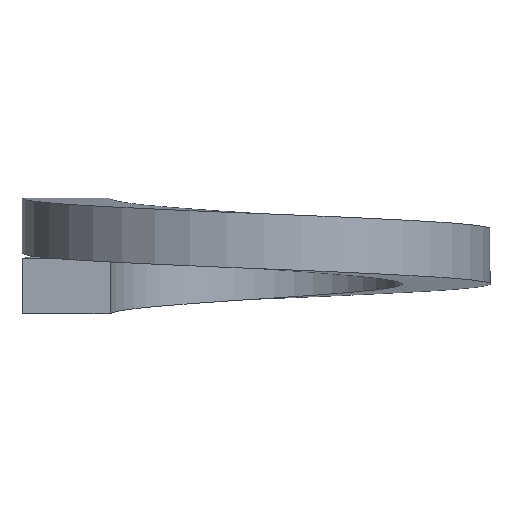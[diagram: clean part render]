
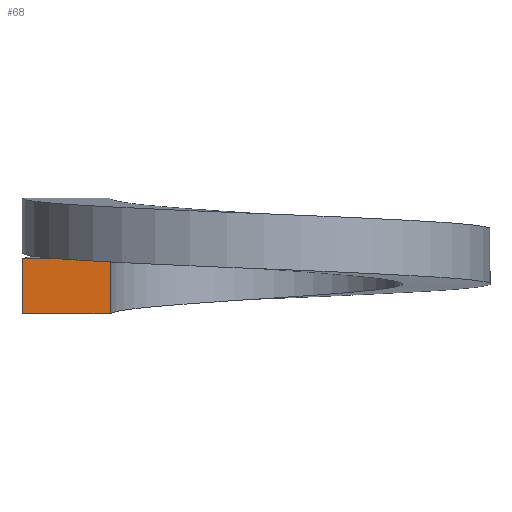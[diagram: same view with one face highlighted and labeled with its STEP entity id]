
A CAD part, left-side view. The second image highlights one B-rep face of the part: STEP entity #68.
In plain terms, the highlighted planar face has unit normal (-0.998, 0.063, 0).
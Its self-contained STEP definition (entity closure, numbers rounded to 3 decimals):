
#4 = CARTESIAN_POINT ( 'NONE',  ( 0.133, 2.121, -0.614 ) ) ;
#12 = CARTESIAN_POINT ( 'NONE',  ( 0.133, 2.121, -0.88 ) ) ;
#16 = CARTESIAN_POINT ( 'NONE',  ( 0.133, 2.121, -0.08 ) ) ;
#17 = ORIENTED_EDGE ( 'NONE', *, *, #365, .T. ) ;
#18 = VERTEX_POINT ( 'NONE', #287 ) ;
#19 = AXIS2_PLACEMENT_3D ( 'NONE', #391, #251, #29 ) ;
#22 = CARTESIAN_POINT ( 'NONE',  ( 0.187, 2.969, -0.88 ) ) ;
#27 = PLANE ( 'NONE',  #19 ) ;
#29 = DIRECTION ( 'NONE',  ( 0.063, 0.998, 0. ) ) ;
#31 = CARTESIAN_POINT ( 'NONE',  ( 0.214, 3.393, -0.88 ) ) ;
#66 = CARTESIAN_POINT ( 'NONE',  ( 0.133, 2.121, -0.347 ) ) ;
#68 = ADVANCED_FACE ( 'NONE', ( #292 ), #27, .F. ) ;
#75 = CARTESIAN_POINT ( 'NONE',  ( 0.16, 2.545, -0.08 ) ) ;
#78 = VERTEX_POINT ( 'NONE', #31 ) ;
#106 = CARTESIAN_POINT ( 'NONE',  ( 0.187, 2.969, -0.08 ) ) ;
#145 = EDGE_CURVE ( 'NONE', #18, #78, #376, .T. ) ;
#146 = CARTESIAN_POINT ( 'NONE',  ( 0.214, 3.393, -0.88 ) ) ;
#156 = EDGE_CURVE ( 'NONE', #78, #405, #307, .T. ) ;
#177 = B_SPLINE_CURVE_WITH_KNOTS ( 'NONE', 3,
 ( #185, #4, #66, #291 ),
 .UNSPECIFIED., .F., .F.,
 ( 4, 4 ),
 ( 0., 1. ),
 .UNSPECIFIED. ) ;
#181 = CARTESIAN_POINT ( 'NONE',  ( 0.16, 2.545, -0.88 ) ) ;
#184 = ORIENTED_EDGE ( 'NONE', *, *, #145, .T. ) ;
#185 = CARTESIAN_POINT ( 'NONE',  ( 0.133, 2.121, -0.88 ) ) ;
#204 = CARTESIAN_POINT ( 'NONE',  ( 0.214, 3.393, -0.08 ) ) ;
#251 = DIRECTION ( 'NONE',  ( 0.998, -0.063, 0. ) ) ;
#254 = B_SPLINE_CURVE_WITH_KNOTS ( 'NONE', 3,
 ( #257, #75, #106, #204 ),
 .UNSPECIFIED., .F., .F.,
 ( 4, 4 ),
 ( 0., 1. ),
 .UNSPECIFIED. ) ;
#257 = CARTESIAN_POINT ( 'NONE',  ( 0.133, 2.121, -0.08 ) ) ;
#273 = CARTESIAN_POINT ( 'NONE',  ( 0.214, 3.393, -0.347 ) ) ;
#274 = CARTESIAN_POINT ( 'NONE',  ( 0.214, 3.393, -0.08 ) ) ;
#286 = EDGE_CURVE ( 'NONE', #405, #319, #177, .T. ) ;
#287 = CARTESIAN_POINT ( 'NONE',  ( 0.214, 3.393, -0.08 ) ) ;
#291 = CARTESIAN_POINT ( 'NONE',  ( 0.133, 2.121, -0.08 ) ) ;
#292 = FACE_OUTER_BOUND ( 'NONE', #378, .T. ) ;
#307 = B_SPLINE_CURVE_WITH_KNOTS ( 'NONE', 3,
 ( #375, #22, #181, #317 ),
 .UNSPECIFIED., .F., .F.,
 ( 4, 4 ),
 ( 0., 1. ),
 .UNSPECIFIED. ) ;
#310 = CARTESIAN_POINT ( 'NONE',  ( 0.214, 3.393, -0.614 ) ) ;
#312 = ORIENTED_EDGE ( 'NONE', *, *, #156, .T. ) ;
#317 = CARTESIAN_POINT ( 'NONE',  ( 0.133, 2.121, -0.88 ) ) ;
#319 = VERTEX_POINT ( 'NONE', #16 ) ;
#344 = ORIENTED_EDGE ( 'NONE', *, *, #286, .T. ) ;
#365 = EDGE_CURVE ( 'NONE', #319, #18, #254, .T. ) ;
#375 = CARTESIAN_POINT ( 'NONE',  ( 0.214, 3.393, -0.88 ) ) ;
#376 = B_SPLINE_CURVE_WITH_KNOTS ( 'NONE', 3,
 ( #274, #273, #310, #146 ),
 .UNSPECIFIED., .F., .F.,
 ( 4, 4 ),
 ( 0., 1. ),
 .UNSPECIFIED. ) ;
#378 = EDGE_LOOP ( 'NONE', ( #17, #184, #312, #344 ) ) ;
#391 = CARTESIAN_POINT ( 'NONE',  ( 0.153, 2.439, -0.08 ) ) ;
#405 = VERTEX_POINT ( 'NONE', #12 ) ;
